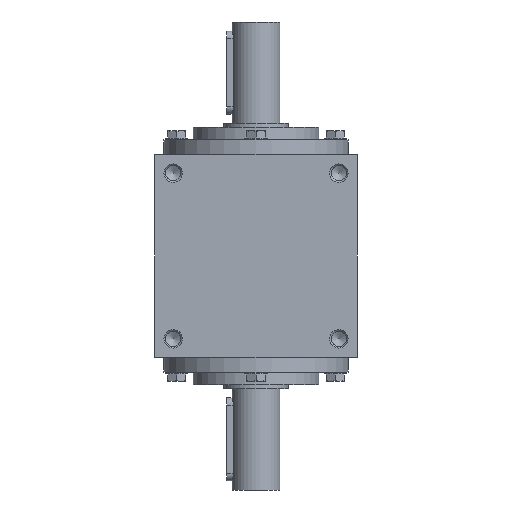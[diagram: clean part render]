
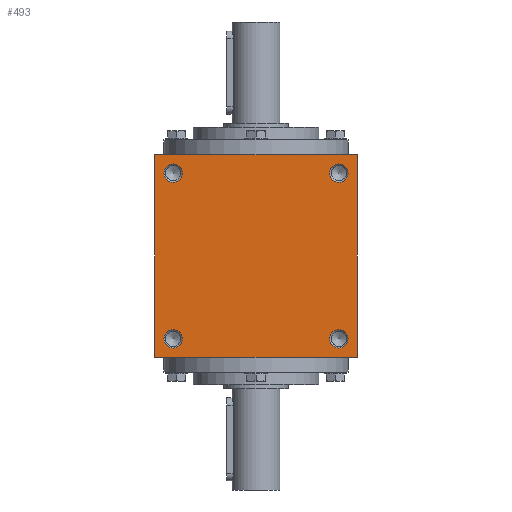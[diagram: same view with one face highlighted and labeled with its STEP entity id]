
A CAD part, left-side view. The second image highlights one B-rep face of the part: STEP entity #493.
In plain terms, the highlighted face is planar.
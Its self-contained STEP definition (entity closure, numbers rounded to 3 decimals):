
#493 = ADVANCED_FACE( '', ( #1018, #1019, #1020, #1021, #1022 ), #1023, .F. );
#1018 = FACE_BOUND( '', #1664, .T. );
#1019 = FACE_BOUND( '', #1665, .T. );
#1020 = FACE_BOUND( '', #1666, .T. );
#1021 = FACE_BOUND( '', #1667, .T. );
#1022 = FACE_OUTER_BOUND( '', #1668, .T. );
#1023 = PLANE( '', #1669 );
#1664 = EDGE_LOOP( '', ( #2506 ) );
#1665 = EDGE_LOOP( '', ( #2507 ) );
#1666 = EDGE_LOOP( '', ( #2508 ) );
#1667 = EDGE_LOOP( '', ( #2509 ) );
#1668 = EDGE_LOOP( '', ( #2510, #2511, #2512, #2513 ) );
#1669 = AXIS2_PLACEMENT_3D( '', #2514, #2515, #2516 );
#2506 = ORIENTED_EDGE( '', *, *, #3487, .F. );
#2507 = ORIENTED_EDGE( '', *, *, #3322, .T. );
#2508 = ORIENTED_EDGE( '', *, *, #3480, .F. );
#2509 = ORIENTED_EDGE( '', *, *, #3385, .T. );
#2510 = ORIENTED_EDGE( '', *, *, #3437, .F. );
#2511 = ORIENTED_EDGE( '', *, *, #3488, .F. );
#2512 = ORIENTED_EDGE( '', *, *, #3489, .F. );
#2513 = ORIENTED_EDGE( '', *, *, #3338, .F. );
#2514 = CARTESIAN_POINT( '', ( 0., 0., -55. ) );
#2515 = DIRECTION( '', ( 0., 0., 1. ) );
#2516 = DIRECTION( '', ( 1., 0., 0. ) );
#3322 = EDGE_CURVE( '', #3823, #3823, #3824, .T. );
#3338 = EDGE_CURVE( '', #3850, #3851, #3852, .T. );
#3385 = EDGE_CURVE( '', #3931, #3931, #3932, .T. );
#3437 = EDGE_CURVE( '', #4014, #3850, #4015, .T. );
#3480 = EDGE_CURVE( '', #4075, #4075, #4076, .T. );
#3487 = EDGE_CURVE( '', #4086, #4086, #4087, .T. );
#3488 = EDGE_CURVE( '', #4088, #4014, #4089, .T. );
#3489 = EDGE_CURVE( '', #3851, #4088, #4090, .T. );
#3823 = VERTEX_POINT( '', #4493 );
#3824 = CIRCLE( '', #4494, 5. );
#3850 = VERTEX_POINT( '', #4528 );
#3851 = VERTEX_POINT( '', #4529 );
#3852 = LINE( '', #4530, #4531 );
#3931 = VERTEX_POINT( '', #4708 );
#3932 = CIRCLE( '', #4709, 5. );
#4014 = VERTEX_POINT( '', #4801 );
#4015 = LINE( '', #4802, #4803 );
#4075 = VERTEX_POINT( '', #4864 );
#4076 = CIRCLE( '', #4865, 5. );
#4086 = VERTEX_POINT( '', #4875 );
#4087 = CIRCLE( '', #4876, 5. );
#4088 = VERTEX_POINT( '', #4877 );
#4089 = LINE( '', #4878, #4879 );
#4090 = LINE( '', #4880, #4881 );
#4493 = CARTESIAN_POINT( '', ( 50., 45., -55. ) );
#4494 = AXIS2_PLACEMENT_3D( '', #5349, #5350, #5351 );
#4528 = CARTESIAN_POINT( '', ( -55., -55., -55. ) );
#4529 = CARTESIAN_POINT( '', ( 55., -55., -55. ) );
#4530 = CARTESIAN_POINT( '', ( -55., -55., -55. ) );
#4531 = VECTOR( '', #5376, 1000. );
#4708 = CARTESIAN_POINT( '', ( 50., -45., -55. ) );
#4709 = AXIS2_PLACEMENT_3D( '', #5442, #5443, #5444 );
#4801 = CARTESIAN_POINT( '', ( -55., 55., -55. ) );
#4802 = CARTESIAN_POINT( '', ( -55., 55., -55. ) );
#4803 = VECTOR( '', #5543, 1000. );
#4864 = CARTESIAN_POINT( '', ( -50., -45., -55. ) );
#4865 = AXIS2_PLACEMENT_3D( '', #5617, #5618, #5619 );
#4875 = CARTESIAN_POINT( '', ( -50., 45., -55. ) );
#4876 = AXIS2_PLACEMENT_3D( '', #5632, #5633, #5634 );
#4877 = CARTESIAN_POINT( '', ( 55., 55., -55. ) );
#4878 = CARTESIAN_POINT( '', ( 55., 55., -55. ) );
#4879 = VECTOR( '', #5635, 1000. );
#4880 = CARTESIAN_POINT( '', ( 55., -55., -55. ) );
#4881 = VECTOR( '', #5636, 1000. );
#5349 = CARTESIAN_POINT( '', ( 45., 45., -55. ) );
#5350 = DIRECTION( '', ( 0., 0., 1. ) );
#5351 = DIRECTION( '', ( 1., 0., 0. ) );
#5376 = DIRECTION( '', ( 1., 0., 0. ) );
#5442 = CARTESIAN_POINT( '', ( 45., -45., -55. ) );
#5443 = DIRECTION( '', ( 0., 0., 1. ) );
#5444 = DIRECTION( '', ( 1., 0., 0. ) );
#5543 = DIRECTION( '', ( 0., -1., 0. ) );
#5617 = CARTESIAN_POINT( '', ( -45., -45., -55. ) );
#5618 = DIRECTION( '', ( 0., 0., -1. ) );
#5619 = DIRECTION( '', ( -1., 0., 0. ) );
#5632 = CARTESIAN_POINT( '', ( -45., 45., -55. ) );
#5633 = DIRECTION( '', ( 0., 0., -1. ) );
#5634 = DIRECTION( '', ( -1., 0., 0. ) );
#5635 = DIRECTION( '', ( -1., 0., 0. ) );
#5636 = DIRECTION( '', ( 0., 1., 0. ) );
